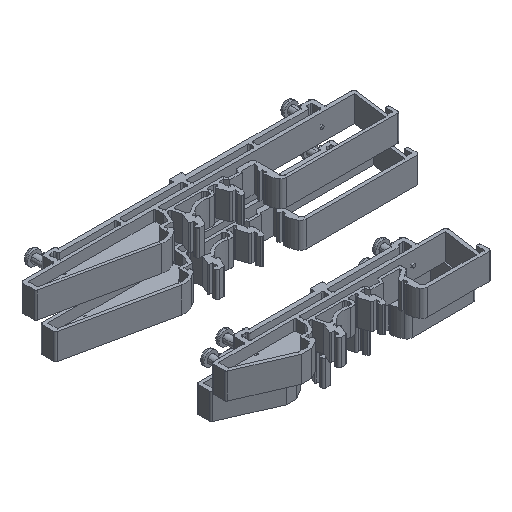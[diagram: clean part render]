
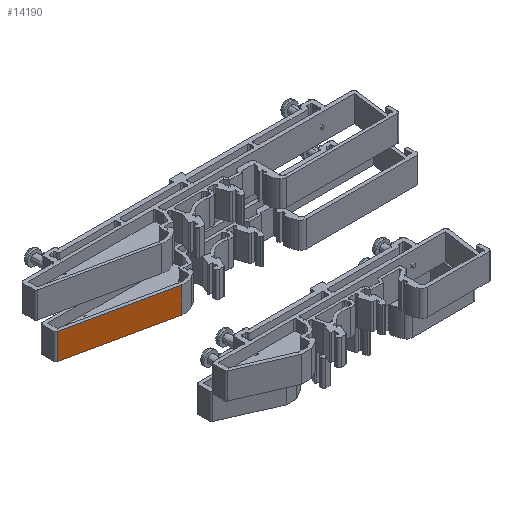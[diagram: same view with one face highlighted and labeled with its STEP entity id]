
A CAD part, isometric view. The second image highlights one B-rep face of the part: STEP entity #14190.
In plain terms, the highlighted planar face has unit normal (-0.208, -0.978, 0).
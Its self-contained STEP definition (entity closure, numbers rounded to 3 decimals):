
#849 = DIRECTION ( 'NONE',  ( -0.208, -0.978, 0. ) ) ;
#1370 = CARTESIAN_POINT ( 'NONE',  ( -59.085, -3.183, -9.2 ) ) ;
#3163 = EDGE_LOOP ( 'NONE', ( #17133, #16719, #15436, #10770 ) ) ;
#3219 = CARTESIAN_POINT ( 'NONE',  ( -22.926, -10.869, 0. ) ) ;
#4117 = VECTOR ( 'NONE', #10361, 1000. ) ;
#4392 = LINE ( 'NONE', #20634, #4117 ) ;
#6983 = CARTESIAN_POINT ( 'NONE',  ( -59.085, -3.183, 0. ) ) ;
#7635 = VERTEX_POINT ( 'NONE', #1370 ) ;
#9455 = CARTESIAN_POINT ( 'NONE',  ( -59.085, -3.183, -9.2 ) ) ;
#9969 = LINE ( 'NONE', #9455, #16247 ) ;
#10361 = DIRECTION ( 'NONE',  ( 0., 0., 1. ) ) ;
#10770 = ORIENTED_EDGE ( 'NONE', *, *, #19352, .T. ) ;
#11138 = EDGE_CURVE ( 'NONE', #7635, #13866, #9969, .T. ) ;
#11693 = VECTOR ( 'NONE', #20842, 1000. ) ;
#13073 = CARTESIAN_POINT ( 'NONE',  ( -22.926, -10.869, 0. ) ) ;
#13598 = DIRECTION ( 'NONE',  ( 0.978, -0.208, 0. ) ) ;
#13866 = VERTEX_POINT ( 'NONE', #6983 ) ;
#14190 = ADVANCED_FACE ( 'NONE', ( #20391 ), #16458, .T. ) ;
#14464 = VERTEX_POINT ( 'NONE', #3219 ) ;
#14691 = EDGE_CURVE ( 'NONE', #7635, #23813, #15007, .T. ) ;
#15007 = LINE ( 'NONE', #15806, #21236 ) ;
#15436 = ORIENTED_EDGE ( 'NONE', *, *, #14691, .T. ) ;
#15488 = DIRECTION ( 'NONE',  ( 0., 0., 1. ) ) ;
#15806 = CARTESIAN_POINT ( 'NONE',  ( -22.926, -10.869, -9.2 ) ) ;
#15965 = DIRECTION ( 'NONE',  ( 0.978, -0.208, 0. ) ) ;
#16247 = VECTOR ( 'NONE', #15488, 1000. ) ;
#16458 = PLANE ( 'NONE',  #18764 ) ;
#16552 = CARTESIAN_POINT ( 'NONE',  ( -22.926, -10.869, -9.2 ) ) ;
#16719 = ORIENTED_EDGE ( 'NONE', *, *, #11138, .F. ) ;
#17133 = ORIENTED_EDGE ( 'NONE', *, *, #17650, .F. ) ;
#17650 = EDGE_CURVE ( 'NONE', #13866, #14464, #23821, .T. ) ;
#18360 = CARTESIAN_POINT ( 'NONE',  ( -22.926, -10.869, -9.2 ) ) ;
#18764 = AXIS2_PLACEMENT_3D ( 'NONE', #16552, #849, #15965 ) ;
#19352 = EDGE_CURVE ( 'NONE', #23813, #14464, #4392, .T. ) ;
#20391 = FACE_OUTER_BOUND ( 'NONE', #3163, .T. ) ;
#20634 = CARTESIAN_POINT ( 'NONE',  ( -22.926, -10.869, -9.2 ) ) ;
#20842 = DIRECTION ( 'NONE',  ( 0.978, -0.208, 0. ) ) ;
#21236 = VECTOR ( 'NONE', #13598, 1000. ) ;
#23813 = VERTEX_POINT ( 'NONE', #18360 ) ;
#23821 = LINE ( 'NONE', #13073, #11693 ) ;
